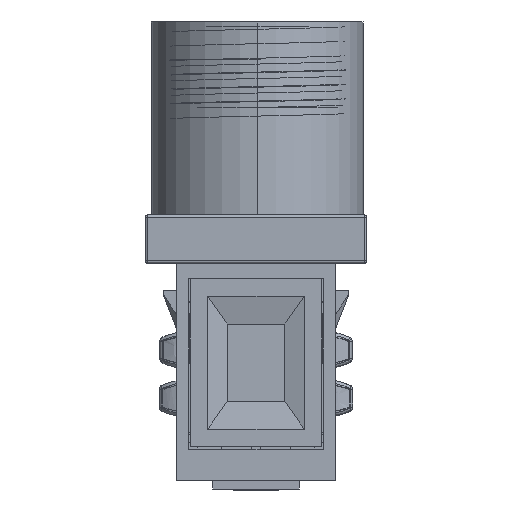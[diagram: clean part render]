
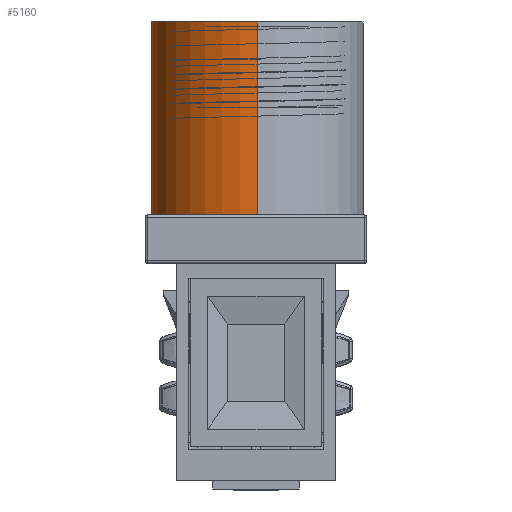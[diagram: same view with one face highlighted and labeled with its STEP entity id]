
A CAD part, left-side view. The second image highlights one B-rep face of the part: STEP entity #5160.
In plain terms, the highlighted cylindrical face has radius 11 mm (diameter 22 mm), a partial arc.
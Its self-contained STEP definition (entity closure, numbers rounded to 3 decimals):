
#1546 = AXIS2_PLACEMENT_3D ( 'NONE', #17034, #24676, #48275 ) ;
#3582 = VERTEX_POINT ( 'NONE', #31030 ) ;
#3743 = LINE ( 'NONE', #22692, #23503 ) ;
#4282 = CARTESIAN_POINT ( 'NONE',  ( 0., 0., 20. ) ) ;
#5160 = ADVANCED_FACE ( 'NONE', ( #31162 ), #38379, .T. ) ;
#6693 = EDGE_CURVE ( 'NONE', #7631, #46643, #28028, .T. ) ;
#7631 = VERTEX_POINT ( 'NONE', #28199 ) ;
#8477 = ORIENTED_EDGE ( 'NONE', *, *, #12792, .T. ) ;
#9270 = ORIENTED_EDGE ( 'NONE', *, *, #36615, .F. ) ;
#10558 = VECTOR ( 'NONE', #18055, 1000. ) ;
#12162 = DIRECTION ( 'NONE',  ( -1., 0., 0. ) ) ;
#12792 = EDGE_CURVE ( 'NONE', #7631, #3582, #39747, .T. ) ;
#14421 = CARTESIAN_POINT ( 'NONE',  ( 11., 0., 20. ) ) ;
#17034 = CARTESIAN_POINT ( 'NONE',  ( 0., 0., 20. ) ) ;
#18055 = DIRECTION ( 'NONE',  ( 0., 0., -1. ) ) ;
#20760 = ORIENTED_EDGE ( 'NONE', *, *, #43408, .T. ) ;
#22692 = CARTESIAN_POINT ( 'NONE',  ( -11., 0., 20. ) ) ;
#22731 = CARTESIAN_POINT ( 'NONE',  ( -11., 0., 20. ) ) ;
#23503 = VECTOR ( 'NONE', #48833, 1000. ) ;
#24676 = DIRECTION ( 'NONE',  ( 0., 0., 1. ) ) ;
#26247 = ORIENTED_EDGE ( 'NONE', *, *, #6693, .F. ) ;
#28028 = CIRCLE ( 'NONE', #1546, 11. ) ;
#28199 = CARTESIAN_POINT ( 'NONE',  ( 11., 0., 20. ) ) ;
#31030 = CARTESIAN_POINT ( 'NONE',  ( 11., 0., 0. ) ) ;
#31162 = FACE_OUTER_BOUND ( 'NONE', #33909, .T. ) ;
#33909 = EDGE_LOOP ( 'NONE', ( #26247, #8477, #20760, #9270 ) ) ;
#34303 = DIRECTION ( 'NONE',  ( 0., 0., 1. ) ) ;
#36294 = CARTESIAN_POINT ( 'NONE',  ( -11., 0., 0. ) ) ;
#36615 = EDGE_CURVE ( 'NONE', #46643, #37497, #3743, .T. ) ;
#36907 = AXIS2_PLACEMENT_3D ( 'NONE', #4282, #38944, #12162 ) ;
#37497 = VERTEX_POINT ( 'NONE', #36294 ) ;
#38379 = CYLINDRICAL_SURFACE ( 'NONE', #36907, 11. ) ;
#38944 = DIRECTION ( 'NONE',  ( 0., 0., -1. ) ) ;
#39747 = LINE ( 'NONE', #14421, #10558 ) ;
#41659 = CARTESIAN_POINT ( 'NONE',  ( 0., 0., 0. ) ) ;
#43408 = EDGE_CURVE ( 'NONE', #3582, #37497, #48420, .T. ) ;
#45336 = DIRECTION ( 'NONE',  ( 1., 0., 0. ) ) ;
#46284 = AXIS2_PLACEMENT_3D ( 'NONE', #41659, #34303, #45336 ) ;
#46643 = VERTEX_POINT ( 'NONE', #22731 ) ;
#48275 = DIRECTION ( 'NONE',  ( 1., 0., 0. ) ) ;
#48420 = CIRCLE ( 'NONE', #46284, 11. ) ;
#48833 = DIRECTION ( 'NONE',  ( 0., 0., -1. ) ) ;
